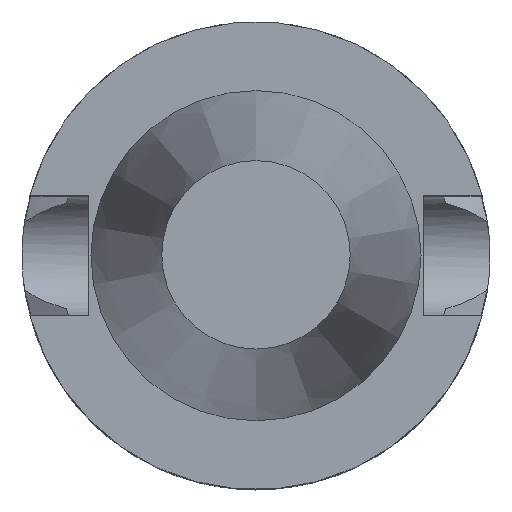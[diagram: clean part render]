
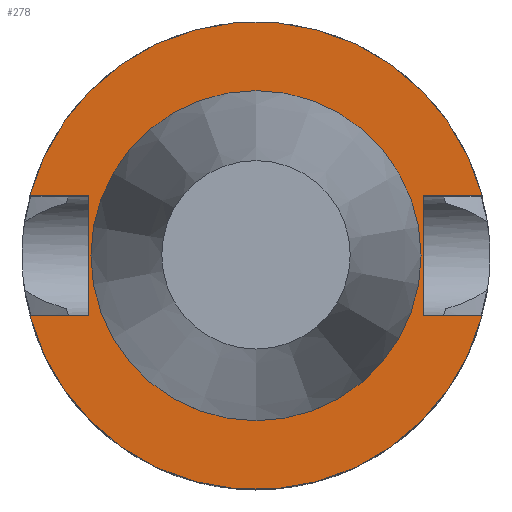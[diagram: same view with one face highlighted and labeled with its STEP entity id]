
A CAD part, top view. The second image highlights one B-rep face of the part: STEP entity #278.
In plain terms, the highlighted planar face has unit normal (0, 0, 1).
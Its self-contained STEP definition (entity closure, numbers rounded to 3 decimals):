
#156=EDGE_CURVE('240[2]',#364,#408,#409,.T.);
#163=EDGE_CURVE('240[2]',#418,#419,#420,.T.);
#208=EDGE_CURVE('240[2]',#480,#480,#481,.T.);
#232=EDGE_CURVE('240[2]',#513,#418,#514,.T.);
#247=EDGE_CURVE('240[2]',#419,#533,#534,.T.);
#263=EDGE_CURVE('240[2]',#553,#554,#555,.T.);
#268=EDGE_CURVE('240[2]',#533,#553,#563,.T.);
#272=EDGE_CURVE('240[2]',#408,#513,#567,.T.);
#278=ADVANCED_FACE('240[2]',(#574,#575),#576,.T.);
#312=EDGE_CURVE('240[2]',#554,#364,#619,.T.);
#364=VERTEX_POINT('',#745);
#408=VERTEX_POINT('',#904);
#409=LINE('',#905,#906);
#418=VERTEX_POINT('',#927);
#419=VERTEX_POINT('',#928);
#420=LINE('',#929,#930);
#480=VERTEX_POINT('',#1063);
#481=CIRCLE('',#1064,22.225);
#513=VERTEX_POINT('',#1107);
#514=LINE('',#1108,#1109);
#533=VERTEX_POINT('',#1147);
#534=LINE('',#1148,#1149);
#553=VERTEX_POINT('',#1186);
#554=VERTEX_POINT('',#1187);
#555=LINE('',#1188,#1189);
#563=CIRCLE('',#1199,31.5);
#567=CIRCLE('',#1206,31.5);
#574=FACE_OUTER_BOUND('',#1215,.T.);
#575=FACE_BOUND('',#1216,.T.);
#576=PLANE('',#1217);
#619=LINE('',#1288,#1289);
#745=CARTESIAN_POINT('',(22.5,8.05,-1.));
#904=CARTESIAN_POINT('',(30.454,8.05,-1.));
#905=CARTESIAN_POINT('',(11.25,8.05,-1.));
#906=VECTOR('',#1363,1.0);
#927=CARTESIAN_POINT('',(-22.5,8.05,-1.));
#928=CARTESIAN_POINT('',(-22.5,-8.05,-1.));
#929=CARTESIAN_POINT('',(-22.5,13.431,-1.));
#930=VECTOR('',#1372,1.0);
#1063=CARTESIAN_POINT('',(0.,22.225,-1.));
#1064=AXIS2_PLACEMENT_3D('',#1463,#1464,#1465);
#1107=CARTESIAN_POINT('',(-30.454,8.05,-1.));
#1108=CARTESIAN_POINT('',(-11.25,8.05,-1.));
#1109=VECTOR('',#1505,1.0);
#1147=CARTESIAN_POINT('',(-30.454,-8.05,-1.));
#1148=CARTESIAN_POINT('',(-11.25,-8.05,-1.));
#1149=VECTOR('',#1520,1.0);
#1186=CARTESIAN_POINT('',(30.454,-8.05,-1.));
#1187=CARTESIAN_POINT('',(22.5,-8.05,-1.));
#1188=CARTESIAN_POINT('',(11.25,-8.05,-1.));
#1189=VECTOR('',#1540,1.0);
#1199=AXIS2_PLACEMENT_3D('',#1549,#1550,#1551);
#1206=AXIS2_PLACEMENT_3D('',#1553,#1554,#1555);
#1215=EDGE_LOOP('',(#1567,#1568,#1569,#1570,#1571,#1572,#1573,#1574));
#1216=EDGE_LOOP('',(#1575));
#1217=AXIS2_PLACEMENT_3D('',#1576,#1577,#1578);
#1288=CARTESIAN_POINT('',(22.5,13.431,-1.));
#1289=VECTOR('',#1628,1.0);
#1363=DIRECTION('',(1.0,0.,0.));
#1372=DIRECTION('',(0.,-1.0,0.));
#1463=CARTESIAN_POINT('',(0.,0.,-1.));
#1464=DIRECTION('',(0.,0.,1.0));
#1465=DIRECTION('',(0.,1.0,0.));
#1505=DIRECTION('',(1.0,0.,0.));
#1520=DIRECTION('',(-1.0,0.,0.));
#1540=DIRECTION('',(-1.0,0.,0.));
#1549=CARTESIAN_POINT('',(0.,0.,-1.));
#1550=DIRECTION('',(0.,0.,1.0));
#1551=DIRECTION('',(0.,1.0,0.));
#1553=CARTESIAN_POINT('',(0.,0.,-1.));
#1554=DIRECTION('',(0.,0.,1.0));
#1555=DIRECTION('',(0.,1.0,0.));
#1567=ORIENTED_EDGE('',*,*,#156,.T.);
#1568=ORIENTED_EDGE('',*,*,#272,.T.);
#1569=ORIENTED_EDGE('',*,*,#232,.T.);
#1570=ORIENTED_EDGE('',*,*,#163,.T.);
#1571=ORIENTED_EDGE('',*,*,#247,.T.);
#1572=ORIENTED_EDGE('',*,*,#268,.T.);
#1573=ORIENTED_EDGE('',*,*,#263,.T.);
#1574=ORIENTED_EDGE('',*,*,#312,.T.);
#1575=ORIENTED_EDGE('',*,*,#208,.F.);
#1576=CARTESIAN_POINT('',(0.,26.863,-1.));
#1577=DIRECTION('',(0.,0.,1.0));
#1578=DIRECTION('',(1.0,0.,0.0));
#1628=DIRECTION('',(0.,1.0,0.));
